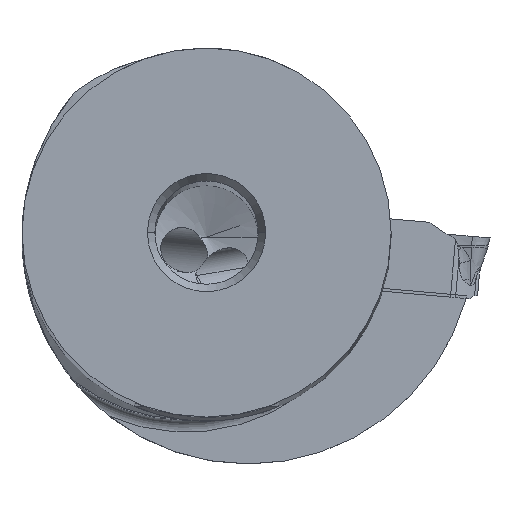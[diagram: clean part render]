
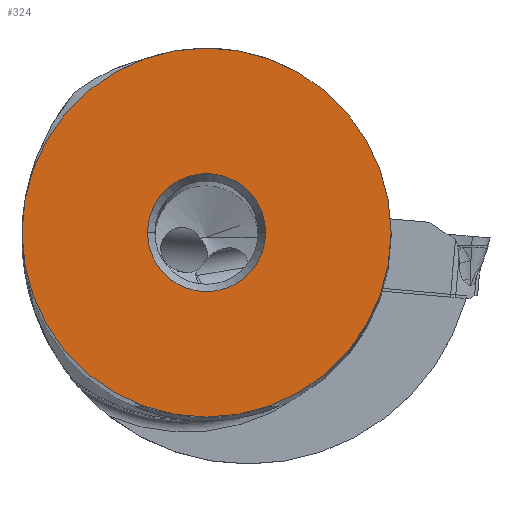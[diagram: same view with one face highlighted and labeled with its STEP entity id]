
A CAD part, top view. The second image highlights one B-rep face of the part: STEP entity #324.
In plain terms, the highlighted planar face has unit normal (0, 0, 1).
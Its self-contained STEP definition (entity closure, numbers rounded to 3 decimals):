
#41=FACE_BOUND('',#702,.T.);
#42=FACE_BOUND('',#703,.T.);
#324=ADVANCED_FACE('',(#41,#42),#411,.T.);
#411=PLANE('',#3475);
#702=EDGE_LOOP('',(#1413,#1414));
#703=EDGE_LOOP('',(#1415,#1416));
#1413=ORIENTED_EDGE('',*,*,#2393,.F.);
#1414=ORIENTED_EDGE('',*,*,#2388,.F.);
#1415=ORIENTED_EDGE('',*,*,#2394,.F.);
#1416=ORIENTED_EDGE('',*,*,#2395,.F.);
#1958=VERTEX_POINT('',#9568);
#1959=VERTEX_POINT('',#9570);
#1964=VERTEX_POINT('',#9583);
#1965=VERTEX_POINT('',#9584);
#2388=EDGE_CURVE('',#1959,#1958,#2826,.T.);
#2393=EDGE_CURVE('',#1958,#1959,#2827,.T.);
#2394=EDGE_CURVE('',#1964,#1965,#2828,.T.);
#2395=EDGE_CURVE('',#1965,#1964,#2829,.T.);
#2826=CIRCLE('',#3468,12.5);
#2827=CIRCLE('',#3472,12.5);
#2828=CIRCLE('',#3473,4.);
#2829=CIRCLE('',#3474,4.);
#3468=AXIS2_PLACEMENT_3D('',#9571,#3984,#3985);
#3472=AXIS2_PLACEMENT_3D('',#9581,#3994,#3995);
#3473=AXIS2_PLACEMENT_3D('',#9582,#3996,#3997);
#3474=AXIS2_PLACEMENT_3D('',#9585,#3998,#3999);
#3475=AXIS2_PLACEMENT_3D('',#9586,#4000,#4001);
#3984=DIRECTION('',(0.,0.,-1.));
#3985=DIRECTION('',(1.,0.,0.));
#3994=DIRECTION('',(0.,0.,-1.));
#3995=DIRECTION('',(-1.,0.,0.));
#3996=DIRECTION('',(0.,0.,1.));
#3997=DIRECTION('',(-1.,0.,0.));
#3998=DIRECTION('',(0.,0.,1.));
#3999=DIRECTION('',(1.,0.,0.));
#4000=DIRECTION('',(0.,0.,1.));
#4001=DIRECTION('',(1.,0.,0.));
#9568=CARTESIAN_POINT('',(-12.5,0.,0.));
#9570=CARTESIAN_POINT('',(12.5,0.,0.));
#9571=CARTESIAN_POINT('',(0.,0.,0.));
#9581=CARTESIAN_POINT('',(0.,0.,0.));
#9582=CARTESIAN_POINT('',(0.,0.,0.));
#9583=CARTESIAN_POINT('',(-4.,0.,0.));
#9584=CARTESIAN_POINT('',(4.,0.,0.));
#9585=CARTESIAN_POINT('',(0.,0.,0.));
#9586=CARTESIAN_POINT('',(0.,0.,0.));
